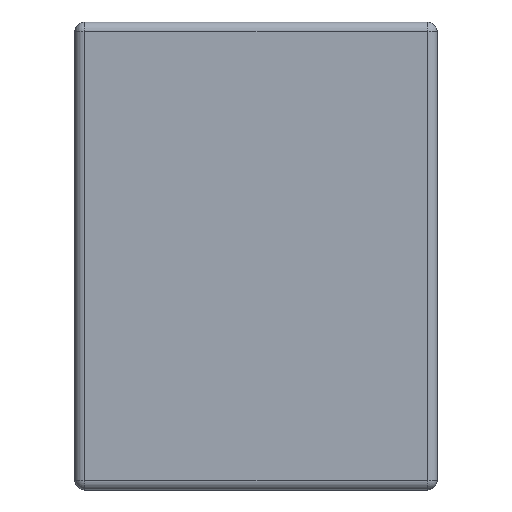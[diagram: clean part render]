
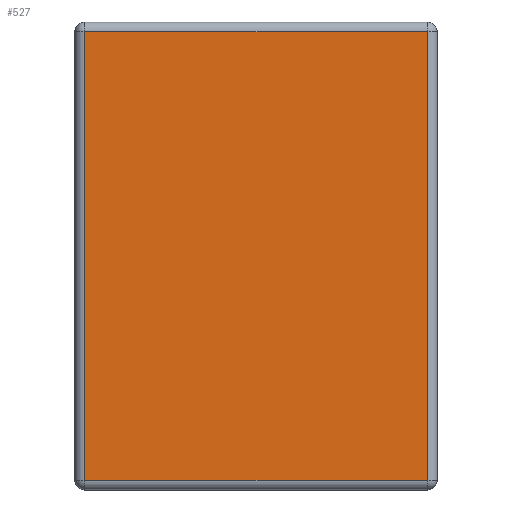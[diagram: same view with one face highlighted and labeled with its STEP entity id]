
A CAD part, left-side view. The second image highlights one B-rep face of the part: STEP entity #527.
In plain terms, the highlighted planar face has unit normal (-1, 0, 0).
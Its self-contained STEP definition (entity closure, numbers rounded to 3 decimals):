
#210 = CARTESIAN_POINT ( 'NONE',  ( 0., 1.168, -0.032 ) ) ;
#510 = VECTOR ( 'NONE', #4505, 1000. ) ;
#527 = ADVANCED_FACE ( 'NONE', ( #2029 ), #2071, .T. ) ;
#605 = DIRECTION ( 'NONE',  ( 0., 0., 1. ) ) ;
#629 = CARTESIAN_POINT ( 'NONE',  ( 0., 1.168, -1.518 ) ) ;
#647 = DIRECTION ( 'NONE',  ( 0., 0., 1. ) ) ;
#717 = EDGE_CURVE ( 'NONE', #885, #4242, #1749, .T. ) ;
#885 = VERTEX_POINT ( 'NONE', #210 ) ;
#1011 = DIRECTION ( 'NONE',  ( 0., 0., -1. ) ) ;
#1072 = LINE ( 'NONE', #4639, #1427 ) ;
#1101 = ORIENTED_EDGE ( 'NONE', *, *, #3821, .T. ) ;
#1258 = ORIENTED_EDGE ( 'NONE', *, *, #4257, .T. ) ;
#1338 = VERTEX_POINT ( 'NONE', #4426 ) ;
#1427 = VECTOR ( 'NONE', #2522, 1000. ) ;
#1749 = LINE ( 'NONE', #4243, #2051 ) ;
#1844 = EDGE_LOOP ( 'NONE', ( #1101, #4380, #1258, #4273 ) ) ;
#2029 = FACE_OUTER_BOUND ( 'NONE', #1844, .T. ) ;
#2051 = VECTOR ( 'NONE', #1011, 1000. ) ;
#2068 = VERTEX_POINT ( 'NONE', #3451 ) ;
#2071 = PLANE ( 'NONE',  #3951 ) ;
#2097 = DIRECTION ( 'NONE',  ( -1., 0., 0. ) ) ;
#2297 = LINE ( 'NONE', #3783, #510 ) ;
#2422 = CARTESIAN_POINT ( 'NONE',  ( 0., 0., 0. ) ) ;
#2446 = EDGE_CURVE ( 'NONE', #2068, #1338, #4232, .T. ) ;
#2522 = DIRECTION ( 'NONE',  ( 0., 1., 0. ) ) ;
#2821 = CARTESIAN_POINT ( 'NONE',  ( 0., 0.032, 0. ) ) ;
#3451 = CARTESIAN_POINT ( 'NONE',  ( 0., 0.032, -1.518 ) ) ;
#3783 = CARTESIAN_POINT ( 'NONE',  ( 0., 0., -1.518 ) ) ;
#3821 = EDGE_CURVE ( 'NONE', #4242, #2068, #2297, .T. ) ;
#3951 = AXIS2_PLACEMENT_3D ( 'NONE', #2422, #2097, #605 ) ;
#4038 = VECTOR ( 'NONE', #647, 1000. ) ;
#4232 = LINE ( 'NONE', #2821, #4038 ) ;
#4242 = VERTEX_POINT ( 'NONE', #629 ) ;
#4243 = CARTESIAN_POINT ( 'NONE',  ( 0., 1.168, -1.55 ) ) ;
#4257 = EDGE_CURVE ( 'NONE', #1338, #885, #1072, .T. ) ;
#4273 = ORIENTED_EDGE ( 'NONE', *, *, #717, .T. ) ;
#4380 = ORIENTED_EDGE ( 'NONE', *, *, #2446, .T. ) ;
#4426 = CARTESIAN_POINT ( 'NONE',  ( 0., 0.032, -0.032 ) ) ;
#4505 = DIRECTION ( 'NONE',  ( 0., -1., 0. ) ) ;
#4639 = CARTESIAN_POINT ( 'NONE',  ( 0., 1.2, -0.032 ) ) ;
